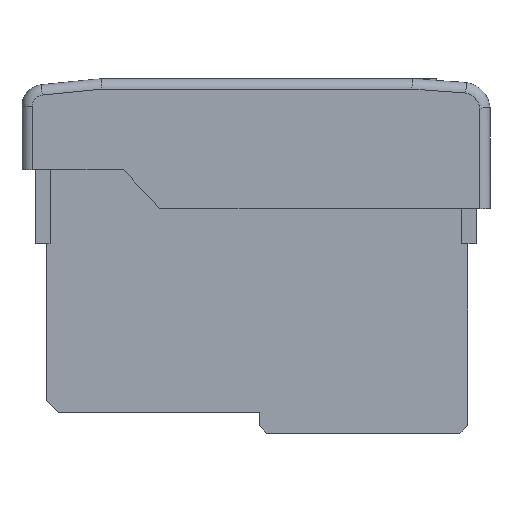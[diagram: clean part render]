
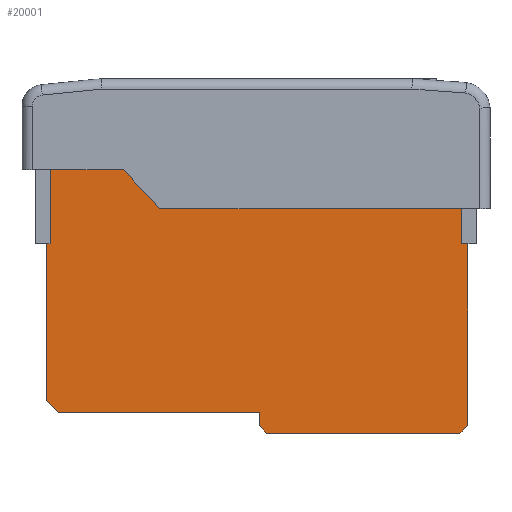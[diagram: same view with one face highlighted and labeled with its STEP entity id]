
A CAD part, left-side view. The second image highlights one B-rep face of the part: STEP entity #20001.
In plain terms, the highlighted planar face has unit normal (-1, 0, 0).
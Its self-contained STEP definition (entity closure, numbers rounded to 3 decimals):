
#2722 = CARTESIAN_POINT ( 'NONE',  ( 24.783, 44.089, -26.636 ) ) ;
#2723 = DIRECTION ( 'NONE',  ( 0., 0., 1. ) ) ;
#2724 = VECTOR ( 'NONE', #2723, 1000. ) ;
#2725 = CARTESIAN_POINT ( 'NONE',  ( 24.783, 44.089, -26.636 ) ) ;
#2726 = LINE ( 'NONE', #2725, #2724 ) ;
#2956 = DIRECTION ( 'NONE',  ( 0., -1., 0. ) ) ;
#2957 = VECTOR ( 'NONE', #2956, 1000. ) ;
#2958 = CARTESIAN_POINT ( 'NONE',  ( 24.783, 44.089, -26.636 ) ) ;
#2959 = LINE ( 'NONE', #2958, #2957 ) ;
#3059 = LINE ( 'NONE', #3112, #3111 ) ;
#3109 = CARTESIAN_POINT ( 'NONE',  ( 24.783, -35.086, -26.636 ) ) ;
#3110 = DIRECTION ( 'NONE',  ( 0., 0., 1. ) ) ;
#3111 = VECTOR ( 'NONE', #3110, 1000. ) ;
#3112 = CARTESIAN_POINT ( 'NONE',  ( 24.783, -35.086, -26.636 ) ) ;
#3164 = DIRECTION ( 'NONE',  ( 0., -1., 0. ) ) ;
#3165 = VECTOR ( 'NONE', #3164, 1000. ) ;
#3166 = CARTESIAN_POINT ( 'NONE',  ( 24.783, -35.086, -26.636 ) ) ;
#3167 = LINE ( 'NONE', #3166, #3165 ) ;
#14264 = EDGE_CURVE ( 'NONE', #14267, #18922, #2726, .T. ) ;
#14267 = VERTEX_POINT ( 'NONE', #2722 ) ;
#14401 = EDGE_CURVE ( 'NONE', #18854, #14267, #2959, .T. ) ;
#14497 = EDGE_CURVE ( 'NONE', #14498, #18935, #3059, .T. ) ;
#14498 = VERTEX_POINT ( 'NONE', #3109 ) ;
#14522 = EDGE_CURVE ( 'NONE', #14498, #18912, #3167, .T. ) ;
#18854 = VERTEX_POINT ( 'NONE', #32610 ) ;
#18912 = VERTEX_POINT ( 'NONE', #32722 ) ;
#18922 = VERTEX_POINT ( 'NONE', #32797 ) ;
#18935 = VERTEX_POINT ( 'NONE', #32846 ) ;
#19946 = ORIENTED_EDGE ( 'NONE', *, *, #14522, .F. ) ;
#19949 = ORIENTED_EDGE ( 'NONE', *, *, #14264, .F. ) ;
#19951 = ORIENTED_EDGE ( 'NONE', *, *, #14401, .F. ) ;
#19958 = ORIENTED_EDGE ( 'NONE', *, *, #19959, .F. ) ;
#19959 = EDGE_CURVE ( 'NONE', #19960, #18854, #35150, .T. ) ;
#19960 = VERTEX_POINT ( 'NONE', #35146 ) ;
#19961 = ORIENTED_EDGE ( 'NONE', *, *, #19962, .F. ) ;
#19962 = EDGE_CURVE ( 'NONE', #19963, #19960, #35209, .T. ) ;
#19963 = VERTEX_POINT ( 'NONE', #35205 ) ;
#19968 = ORIENTED_EDGE ( 'NONE', *, *, #19972, .F. ) ;
#19972 = EDGE_CURVE ( 'NONE', #19974, #19963, #35199, .T. ) ;
#19974 = VERTEX_POINT ( 'NONE', #35195 ) ;
#19983 = ORIENTED_EDGE ( 'NONE', *, *, #20072, .F. ) ;
#19985 = VERTEX_POINT ( 'NONE', #35192 ) ;
#19996 = VERTEX_POINT ( 'NONE', #35225 ) ;
#19999 = EDGE_CURVE ( 'NONE', #19996, #18935, #35223, .T. ) ;
#20001 = ADVANCED_FACE ( 'NONE', ( #35219 ), #35260, .T. ) ;
#20007 = EDGE_LOOP ( 'NONE', ( #19949, #19951, #19958, #19961, #19968, #19983, #20074, #20080, #20086, #20092, #19946, #20031, #20033, #20035, #20045 ) ) ;
#20031 = ORIENTED_EDGE ( 'NONE', *, *, #14497, .T. ) ;
#20033 = ORIENTED_EDGE ( 'NONE', *, *, #19999, .F. ) ;
#20035 = ORIENTED_EDGE ( 'NONE', *, *, #20037, .F. ) ;
#20037 = EDGE_CURVE ( 'NONE', #20041, #19996, #35314, .T. ) ;
#20041 = VERTEX_POINT ( 'NONE', #35309 ) ;
#20045 = ORIENTED_EDGE ( 'NONE', *, *, #20047, .F. ) ;
#20047 = EDGE_CURVE ( 'NONE', #18922, #20041, #35307, .T. ) ;
#20072 = EDGE_CURVE ( 'NONE', #19985, #19974, #35329, .T. ) ;
#20074 = ORIENTED_EDGE ( 'NONE', *, *, #20076, .F. ) ;
#20076 = EDGE_CURVE ( 'NONE', #20078, #19985, #35325, .T. ) ;
#20078 = VERTEX_POINT ( 'NONE', #35382 ) ;
#20080 = ORIENTED_EDGE ( 'NONE', *, *, #20082, .F. ) ;
#20082 = EDGE_CURVE ( 'NONE', #20084, #20078, #35381, .T. ) ;
#20084 = VERTEX_POINT ( 'NONE', #35377 ) ;
#20086 = ORIENTED_EDGE ( 'NONE', *, *, #20088, .F. ) ;
#20088 = EDGE_CURVE ( 'NONE', #20091, #20084, #35376, .T. ) ;
#20091 = VERTEX_POINT ( 'NONE', #35372 ) ;
#20092 = ORIENTED_EDGE ( 'NONE', *, *, #20094, .F. ) ;
#20094 = EDGE_CURVE ( 'NONE', #18912, #20091, #35371, .T. ) ;
#32610 = CARTESIAN_POINT ( 'NONE',  ( 24.783, 44.796, -26.636 ) ) ;
#32722 = CARTESIAN_POINT ( 'NONE',  ( 24.783, -36.204, -26.636 ) ) ;
#32797 = CARTESIAN_POINT ( 'NONE',  ( 24.783, 44.089, 1.305 ) ) ;
#32846 = CARTESIAN_POINT ( 'NONE',  ( 24.783, -35.086, 1.32 ) ) ;
#35146 = CARTESIAN_POINT ( 'NONE',  ( 24.783, 44.796, -56.853 ) ) ;
#35147 = DIRECTION ( 'NONE',  ( 0., 0., 1. ) ) ;
#35148 = VECTOR ( 'NONE', #35147, 1000. ) ;
#35149 = CARTESIAN_POINT ( 'NONE',  ( 24.783, 44.796, 1.245 ) ) ;
#35150 = LINE ( 'NONE', #35149, #35148 ) ;
#35192 = CARTESIAN_POINT ( 'NONE',  ( 24.783, 3.796, -61.55 ) ) ;
#35195 = CARTESIAN_POINT ( 'NONE',  ( 24.783, 3.796, -59.045 ) ) ;
#35196 = DIRECTION ( 'NONE',  ( 0., 1., 0. ) ) ;
#35197 = VECTOR ( 'NONE', #35196, 1000. ) ;
#35198 = CARTESIAN_POINT ( 'NONE',  ( 24.783, 42.479, -59.045 ) ) ;
#35199 = LINE ( 'NONE', #35198, #35197 ) ;
#35205 = CARTESIAN_POINT ( 'NONE',  ( 24.783, 42.479, -59.045 ) ) ;
#35206 = DIRECTION ( 'NONE',  ( 0., 0.726, 0.687 ) ) ;
#35207 = VECTOR ( 'NONE', #35206, 1000. ) ;
#35208 = CARTESIAN_POINT ( 'NONE',  ( 24.783, 44.796, -56.853 ) ) ;
#35209 = LINE ( 'NONE', #35208, #35207 ) ;
#35219 = FACE_OUTER_BOUND ( 'NONE', #20007, .T. ) ;
#35220 = DIRECTION ( 'NONE',  ( 0., -0.998, -0.067 ) ) ;
#35221 = VECTOR ( 'NONE', #35220, 1000. ) ;
#35222 = CARTESIAN_POINT ( 'NONE',  ( 24.783, -17.496, 2.495 ) ) ;
#35223 = LINE ( 'NONE', #35222, #35221 ) ;
#35225 = CARTESIAN_POINT ( 'NONE',  ( 24.783, -17.496, 2.495 ) ) ;
#35253 = DIRECTION ( 'NONE',  ( 0., 0., 1. ) ) ;
#35254 = DIRECTION ( 'NONE',  ( -1., 0., 0. ) ) ;
#35255 = CARTESIAN_POINT ( 'NONE',  ( 24.783, 0.077, -99.173 ) ) ;
#35256 = AXIS2_PLACEMENT_3D ( 'NONE', #35255, #35254, #35253 ) ;
#35260 = PLANE ( 'NONE',  #35256 ) ;
#35304 = DIRECTION ( 'NONE',  ( 0., -0.996, 0.085 ) ) ;
#35305 = VECTOR ( 'NONE', #35304, 1000. ) ;
#35306 = CARTESIAN_POINT ( 'NONE',  ( 24.783, 44.796, 1.245 ) ) ;
#35307 = LINE ( 'NONE', #35306, #35305 ) ;
#35309 = CARTESIAN_POINT ( 'NONE',  ( 24.783, 30.149, 2.495 ) ) ;
#35311 = DIRECTION ( 'NONE',  ( 0., -1., 0. ) ) ;
#35312 = VECTOR ( 'NONE', #35311, 1000. ) ;
#35313 = CARTESIAN_POINT ( 'NONE',  ( 24.783, 30.149, 2.495 ) ) ;
#35314 = LINE ( 'NONE', #35313, #35312 ) ;
#35325 = LINE ( 'NONE', #35385, #35384 ) ;
#35326 = DIRECTION ( 'NONE',  ( 0., 0., 1. ) ) ;
#35327 = VECTOR ( 'NONE', #35326, 1000. ) ;
#35328 = CARTESIAN_POINT ( 'NONE',  ( 24.783, 3.796, -59.045 ) ) ;
#35329 = LINE ( 'NONE', #35328, #35327 ) ;
#35368 = DIRECTION ( 'NONE',  ( 0., 0., -1. ) ) ;
#35369 = VECTOR ( 'NONE', #35368, 1000. ) ;
#35370 = CARTESIAN_POINT ( 'NONE',  ( 24.783, -36.204, -61.55 ) ) ;
#35371 = LINE ( 'NONE', #35370, #35369 ) ;
#35372 = CARTESIAN_POINT ( 'NONE',  ( 24.783, -36.204, -61.55 ) ) ;
#35373 = DIRECTION ( 'NONE',  ( 0., 0.694, -0.72 ) ) ;
#35374 = VECTOR ( 'NONE', #35373, 1000. ) ;
#35375 = CARTESIAN_POINT ( 'NONE',  ( 24.783, -34.721, -63.089 ) ) ;
#35376 = LINE ( 'NONE', #35375, #35374 ) ;
#35377 = CARTESIAN_POINT ( 'NONE',  ( 24.783, -34.721, -63.089 ) ) ;
#35378 = DIRECTION ( 'NONE',  ( 0., 1., 0. ) ) ;
#35379 = VECTOR ( 'NONE', #35378, 1000. ) ;
#35380 = CARTESIAN_POINT ( 'NONE',  ( 24.783, 2.429, -63.089 ) ) ;
#35381 = LINE ( 'NONE', #35380, #35379 ) ;
#35382 = CARTESIAN_POINT ( 'NONE',  ( 24.783, 2.429, -63.089 ) ) ;
#35383 = DIRECTION ( 'NONE',  ( 0., 0.664, 0.748 ) ) ;
#35384 = VECTOR ( 'NONE', #35383, 1000. ) ;
#35385 = CARTESIAN_POINT ( 'NONE',  ( 24.783, 3.796, -61.55 ) ) ;
